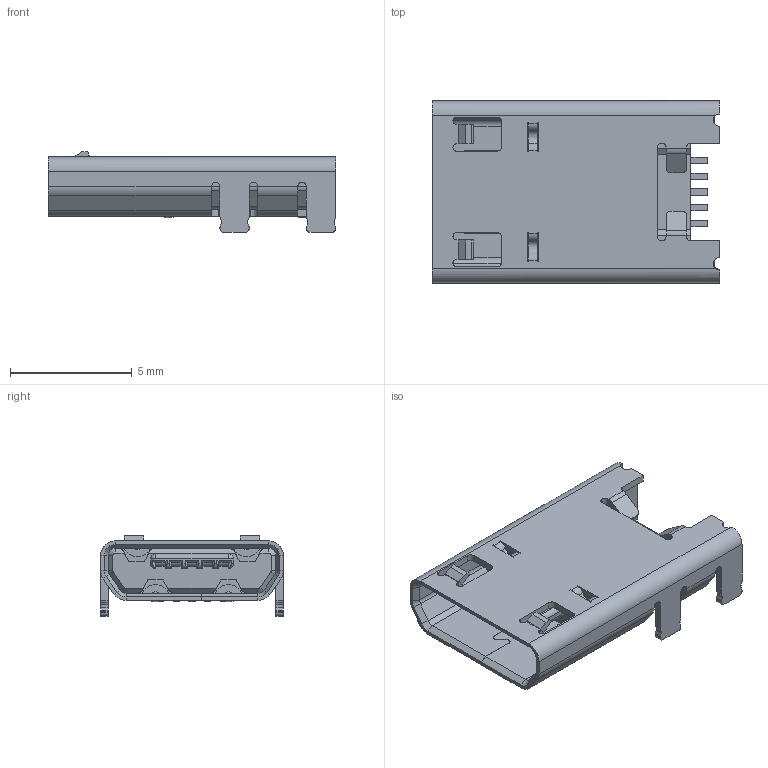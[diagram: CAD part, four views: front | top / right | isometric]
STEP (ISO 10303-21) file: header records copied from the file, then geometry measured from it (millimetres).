
FILE_DESCRIPTION(/* description */ (''),/* implementation_level */ '2;1');
FILE_NAME(/* name */ 'UJ2-MIBH-4-SMT-TR-2.step',/* time_stamp */ '2023-04-26T07:02:28-07:00',/* author */ (''),/* organization */ (''),/* preprocessor_version */ 'ST-DEVELOPER v19.2',/* originating_system */ 'Autodesk Translation Framework v12.4.0.73',/* authorisation */ '');
FILE_SCHEMA (('AUTOMOTIVE_DESIGN { 1 0 10303 214 3 1 1 }'));
Length unit declared in the file: millimetre
Products named in the file (1): UJ2-MIBH-4-SMT-TR
Bounding box: 11.8 x 7.5 x 3.31 mm (x, y, z)
Volume: 139.2 mm3; surface area: 590.1 mm2
Topology: 12 solids, 12 shells, 572 faces, 1521 edges, 960 vertices
Faces by surface type: plane 373, cylinder 161, bspline 20, cone 14, sphere 4
Entity records: 17900 total; most frequent: CARTESIAN_POINT 3482, ORIENTED_EDGE 3034, DIRECTION 2949, EDGE_CURVE 1517, LINE 1123, VECTOR 1123, VERTEX_POINT 960, AXIS2_PLACEMENT_3D 913
